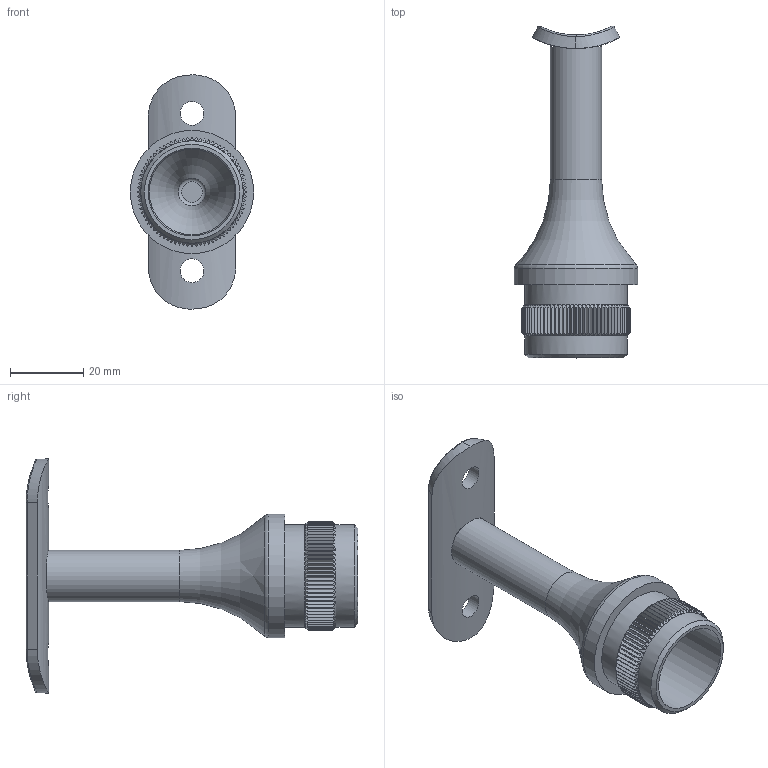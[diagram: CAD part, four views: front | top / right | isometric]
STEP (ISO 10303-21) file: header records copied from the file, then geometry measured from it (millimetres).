
FILE_DESCRIPTION (( 'STEP AP203' ), '1' );
FILE_NAME ('50252-240.step', '2022-06-27T08:51:42', ( '' ), ( '' ), 'SwSTEP 2.0', 'SolidWorks 2018', '' );
FILE_SCHEMA (( 'CONFIG_CONTROL_DESIGN' ));
Length unit declared in the file: millimetre
Products named in the file (4): 50252-240; 5025x-240 Teil1_50252-240 Teil1; 5025x-240 Teil2_5025x-240 Teil2; DIN 7991 Konfig_DIN 7991 M6x10
Assembly tree (3 placements, depth 2):
  50252-240
    5025x-240 Teil1_50252-240 Teil1
    DIN 7991 Konfig_DIN 7991 M6x10
    5025x-240 Teil2_5025x-240 Teil2
Bounding box: 33.7 x 90.65 x 64 mm (x, y, z)
Volume: 20762.4 mm3; surface area: 13593.4 mm2
Topology: 3 solids, 3 shells, 724 faces, 1743 edges, 1049 vertices
Faces by surface type: plane 298, cone 167, cylinder 130, bspline 124, torus 5
Full cylindrical faces by diameter (mm): 5 x1, 6 x1, 6.5 x2, 8.1 x1, 12 x1, 12.5 x1, 14 x1, 24 x1, 28 x2, 33.7 x1
Entity records: 26670 total; most frequent: CARTESIAN_POINT 11081, ORIENTED_EDGE 3384, DIRECTION 2745, EDGE_CURVE 1692, AXIS2_PLACEMENT_3D 1066, VERTEX_POINT 1029, EDGE_LOOP 777, FACE_OUTER_BOUND 737
